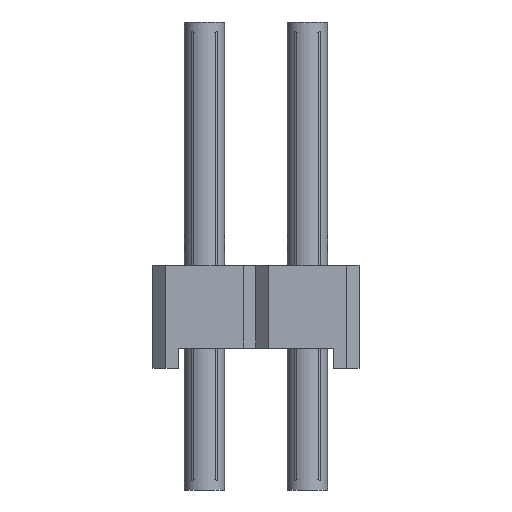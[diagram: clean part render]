
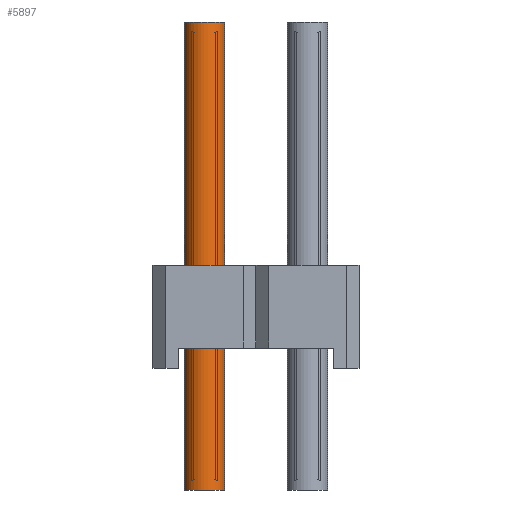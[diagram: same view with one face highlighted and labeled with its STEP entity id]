
A CAD part, left-side view. The second image highlights one B-rep face of the part: STEP entity #5897.
In plain terms, the highlighted cylindrical face has radius 0.5 mm (diameter 1 mm), a full revolution.
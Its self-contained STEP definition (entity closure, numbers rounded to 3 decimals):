
#119=CIRCLE('',#6246,0.5);
#120=CIRCLE('',#6247,0.5);
#324=CYLINDRICAL_SURFACE('',#6245,0.5);
#533=ORIENTED_EDGE('',*,*,#2239,.F.);
#534=ORIENTED_EDGE('',*,*,#2240,.T.);
#2239=EDGE_CURVE('',#3101,#3101,#119,.T.);
#2240=EDGE_CURVE('',#3102,#3102,#120,.T.);
#3101=VERTEX_POINT('',#8578);
#3102=VERTEX_POINT('',#8580);
#5009=EDGE_LOOP('',(#533));
#5010=EDGE_LOOP('',(#534));
#5355=FACE_BOUND('',#5009,.T.);
#5356=FACE_BOUND('',#5010,.T.);
#5897=ADVANCED_FACE('',(#5355,#5356),#324,.F.);
#6245=AXIS2_PLACEMENT_3D('',#8576,#6845,#6846);
#6246=AXIS2_PLACEMENT_3D('',#8577,#6847,#6848);
#6247=AXIS2_PLACEMENT_3D('',#8579,#6849,#6850);
#6845=DIRECTION('',(0.,0.,1.));
#6846=DIRECTION('',(1.,0.,0.));
#6847=DIRECTION('',(0.,0.,-1.));
#6848=DIRECTION('',(1.,0.,0.));
#6849=DIRECTION('',(0.,0.,-1.));
#6850=DIRECTION('',(1.,0.,0.));
#8576=CARTESIAN_POINT('',(0.,0.,0.));
#8577=CARTESIAN_POINT('',(0.,0.,11.54));
#8578=CARTESIAN_POINT('',(0.5,0.,11.54));
#8579=CARTESIAN_POINT('',(0.,0.,0.));
#8580=CARTESIAN_POINT('',(0.5,0.,0.));
